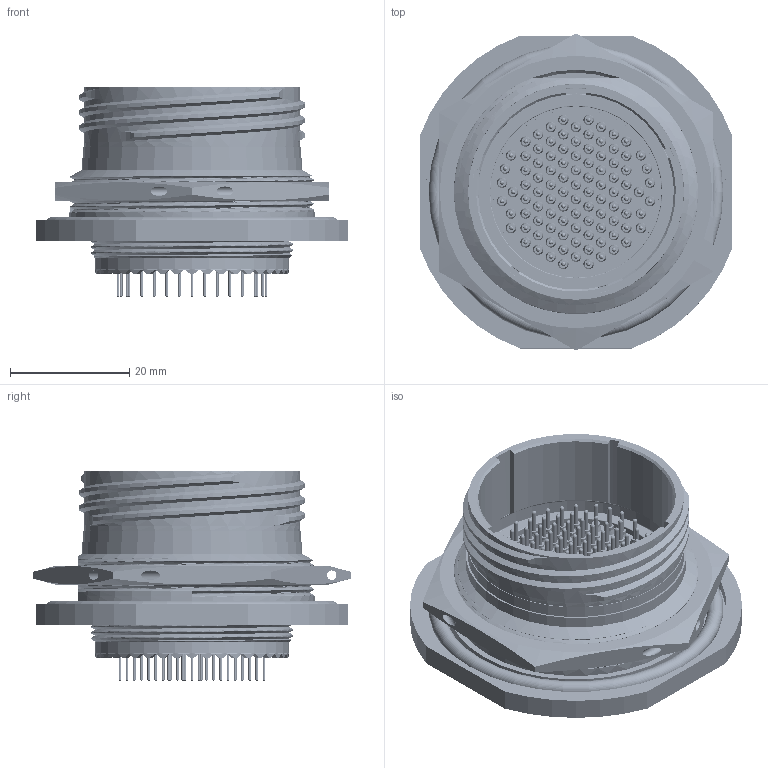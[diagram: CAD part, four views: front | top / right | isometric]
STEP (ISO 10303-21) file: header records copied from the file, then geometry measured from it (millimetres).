
FILE_DESCRIPTION((''),'2;1');
FILE_NAME('TVS07DS-23-35P-P15-_SW','2022-03-29T14:49:44',('sigmaxadm'),(''),'CREO PARAMETRIC BY PTC INC, 2021184','CREO PARAMETRIC BY PTC INC, 2021184','');
FILE_SCHEMA(('CONFIG_CONTROL_DESIGN'));
Products named in the file (1): TVS07DS-23-35P-P15-_SW
Bounding box: 52.37 x 53.14 x 35.1 mm (x, y, z)
Volume: 24286.5 mm3; surface area: 20224.6 mm2
Topology: 1 solids, 1 shells, 3548 faces, 8147 edges, 4951 vertices
Faces by surface type: plane 1066, cylinder 1005, cone 627, bspline 434, torus 416
Entity records: 130951 total; most frequent: CARTESIAN_POINT 50352, DIRECTION 17847, ORIENTED_EDGE 16294, EDGE_CURVE 8147, AXIS2_PLACEMENT_3D 7202, VERTEX_POINT 4951, CIRCLE 4088, EDGE_LOOP 3912
